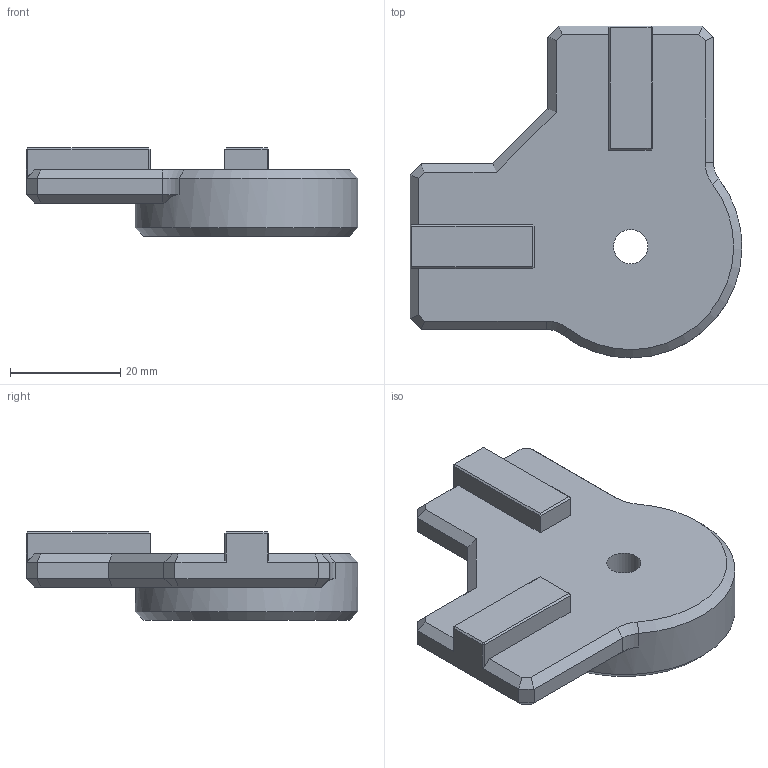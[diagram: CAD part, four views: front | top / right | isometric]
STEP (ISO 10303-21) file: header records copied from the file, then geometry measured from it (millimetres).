
FILE_DESCRIPTION(/* description */ (''),/* implementation_level */ '2;1');
FILE_NAME(/* name */ 'rubber-feet.step',/* time_stamp */ '2023-01-14T11:59:23+07:00',/* author */ (''),/* organization */ (''),/* preprocessor_version */ 'ST-DEVELOPER v19.2',/* originating_system */ 'Autodesk Translation Framework v11.17.0.187',/* authorisation */ '');
FILE_SCHEMA (('AUTOMOTIVE_DESIGN { 1 0 10303 214 3 1 1 }'));
Length unit declared in the file: millimetre
Products named in the file (1): Rubber Feet
Bounding box: 60.18 x 60.18 x 16 mm (x, y, z)
Volume: 24019.2 mm3; surface area: 7521.4 mm2
Topology: 1 solids, 1 shells, 78 faces, 179 edges, 103 vertices
Faces by surface type: plane 68, cone 6, cylinder 4
Full cylindrical faces by diameter (mm): 6.2 x1, 40.355 x1
Entity records: 2168 total; most frequent: CARTESIAN_POINT 375, ORIENTED_EDGE 358, DIRECTION 351, EDGE_CURVE 179, LINE 161, VECTOR 161, VERTEX_POINT 103, AXIS2_PLACEMENT_3D 95
